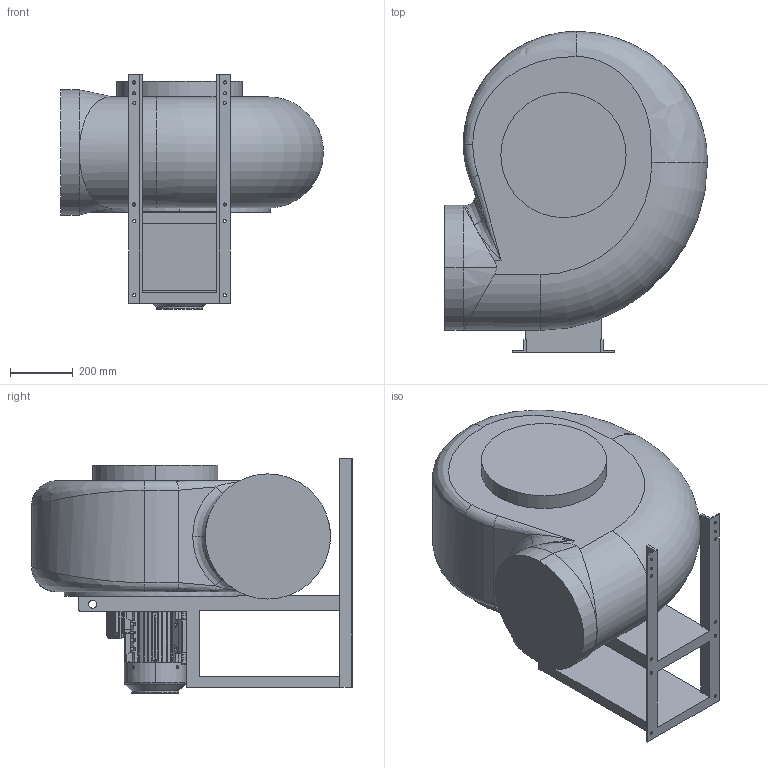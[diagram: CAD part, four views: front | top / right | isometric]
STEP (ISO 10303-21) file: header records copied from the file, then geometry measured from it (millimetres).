
FILE_DESCRIPTION (( 'STEP AP203' ), '1' );
FILE_NAME ('PR-AC 500 LG270.STEP', '2022-07-22T13:39:10', ( '' ), ( '' ), 'SwSTEP 2.0', 'SolidWorks 2022', '' );
FILE_SCHEMA (( 'CONFIG_CONTROL_DESIGN' ));
Length unit declared in the file: millimetre
Products named in the file (6): PR-AC 500 LG270; PR504 LG-270.stp; supppr0504-100_13_0_0.stp; Coclea PR50LG_7_0_1_mir1.stp; TA100 B3_13_0_0.stp; TA100 B3_13_0_0-0.stp
Assembly tree (5 placements, depth 3):
  PR-AC 500 LG270
    PR504 LG-270.stp
      supppr0504-100_13_0_0.stp
      TA100 B3_13_0_0.stp
      TA100 B3_13_0_0-0.stp
      Coclea PR50LG_7_0_1_mir1.stp
Bounding box: 840 x 1025 x 749.97 mm (x, y, z)
Volume: 230307205.7 mm3; surface area: 4336351 mm2
Topology: 4 solids, 4 shells, 2816 faces, 7818 edges, 5076 vertices
Faces by surface type: plane 1688, cylinder 669, cone 226, bspline 206, torus 27
Entity records: 108971 total; most frequent: CARTESIAN_POINT 38241, ORIENTED_EDGE 15580, DIRECTION 13339, EDGE_CURVE 7790, VERTEX_POINT 5076, VECTOR 4841, LINE 4841, AXIS2_PLACEMENT_3D 4249
